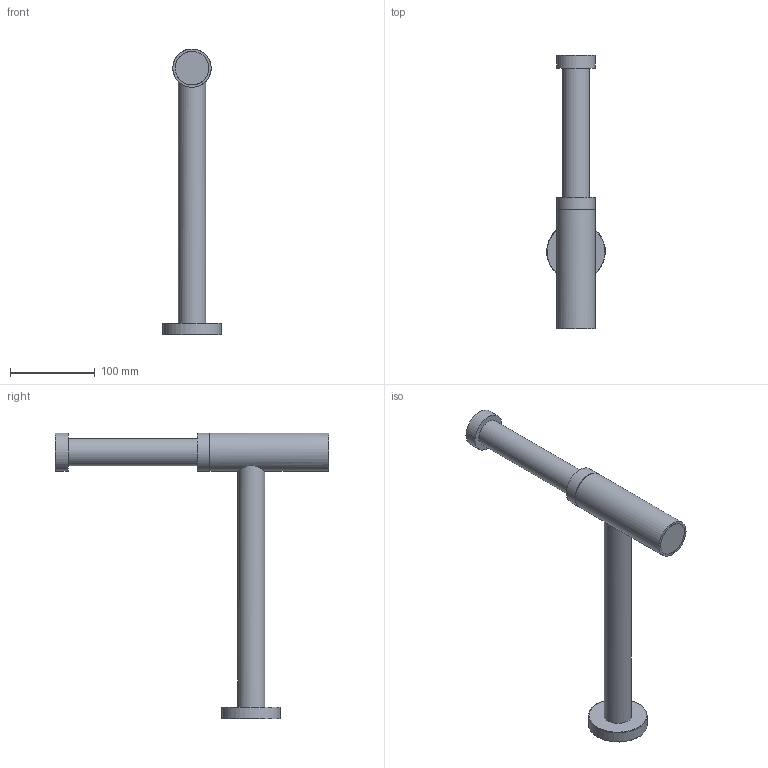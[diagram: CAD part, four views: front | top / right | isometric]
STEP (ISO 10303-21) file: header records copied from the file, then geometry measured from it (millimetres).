
FILE_DESCRIPTION (( 'STEP AP203' ), '1' );
FILE_NAME ('10060970.STEP', '2019-07-17T06:47:34', ( '' ), ( '' ), 'SwSTEP 2.0', 'SolidWorks 2017', '' );
FILE_SCHEMA (( 'CONFIG_CONTROL_DESIGN' ));
Length unit declared in the file: millimetre
Products named in the file (2): Planungsmodell-+-10.060.780-03_-_K1; 10060970
Assembly tree (1 placements, depth 2):
  10060970
    Planungsmodell-+-10.060.780-03_-_K1
Bounding box: 68.94 x 321.35 x 336.5 mm (x, y, z)
Volume: 668457.3 mm3; surface area: 80956.3 mm2
Topology: 1 solids, 1 shells, 17 faces, 29 edges, 20 vertices
Faces by surface type: plane 8, cylinder 7, cone 1, torus 1
Full cylindrical faces by diameter (mm): 32 x2, 39.5 x1, 45 x3, 69 x1
Entity records: 640 total; most frequent: CARTESIAN_POINT 166, DIRECTION 72, AXIS2_PLACEMENT_3D 36, ORIENTED_EDGE 32, EDGE_LOOP 32, FACE_OUTER_BOUND 25, ADVANCED_FACE 17, PERSON_AND_ORGANIZATION 17
